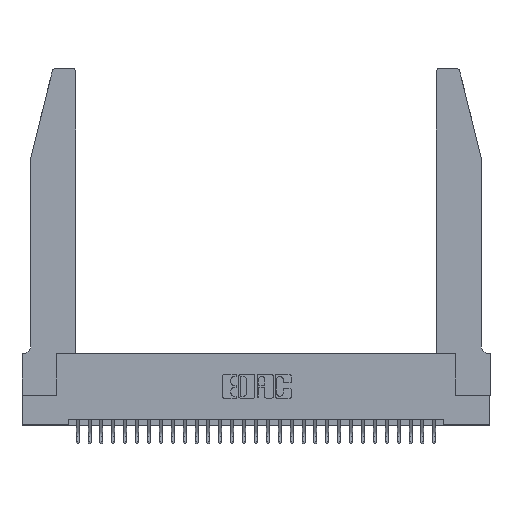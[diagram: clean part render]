
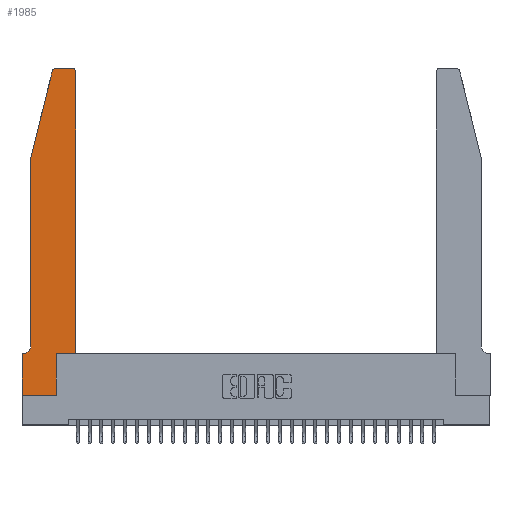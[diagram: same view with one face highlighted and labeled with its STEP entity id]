
A CAD part, top view. The second image highlights one B-rep face of the part: STEP entity #1985.
In plain terms, the highlighted planar face has unit normal (0, 0, 1).
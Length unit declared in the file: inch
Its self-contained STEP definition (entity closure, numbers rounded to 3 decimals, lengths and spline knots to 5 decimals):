
#683 = VERTEX_POINT ( 'NONE', #21311 ) ;
#734 = VECTOR ( 'NONE', #19907, 39.37008 ) ;
#1115 = DIRECTION ( 'NONE',  ( 0., 0., 1. ) ) ;
#1545 = CARTESIAN_POINT ( 'NONE',  ( 0.4205, 2.75, 0.37 ) ) ;
#1985 = ADVANCED_FACE ( 'NONE', ( #5365 ), #30591, .T. ) ;
#3103 = DIRECTION ( 'NONE',  ( -0.239, -0.971, 0. ) ) ;
#3447 = EDGE_CURVE ( 'NONE', #9488, #15447, #27527, .T. ) ;
#3553 = CIRCLE ( 'NONE', #22870, 0.03 ) ;
#3810 = ORIENTED_EDGE ( 'NONE', *, *, #6322, .T. ) ;
#3819 = VECTOR ( 'NONE', #29462, 39.37008 ) ;
#4161 = LINE ( 'NONE', #17538, #28631 ) ;
#4187 = CARTESIAN_POINT ( 'NONE',  ( 0.4505, 2.72, 0.37 ) ) ;
#4426 = VERTEX_POINT ( 'NONE', #1545 ) ;
#4612 = LINE ( 'NONE', #22369, #3819 ) ;
#4634 = CIRCLE ( 'NONE', #21002, 0.03 ) ;
#4688 = LINE ( 'NONE', #5367, #16637 ) ;
#4865 = EDGE_CURVE ( 'NONE', #18015, #683, #29632, .T. ) ;
#5365 = FACE_OUTER_BOUND ( 'NONE', #27556, .T. ) ;
#5367 = CARTESIAN_POINT ( 'NONE',  ( 0.2865, 0.35, 0.37 ) ) ;
#5487 = AXIS2_PLACEMENT_3D ( 'NONE', #24024, #9969, #26393 ) ;
#5750 = ORIENTED_EDGE ( 'NONE', *, *, #19977, .T. ) ;
#6312 = CARTESIAN_POINT ( 'NONE',  ( 0., 0., 0.37 ) ) ;
#6322 = EDGE_CURVE ( 'NONE', #4426, #10936, #4612, .T. ) ;
#7659 = ORIENTED_EDGE ( 'NONE', *, *, #22716, .T. ) ;
#8024 = DIRECTION ( 'NONE',  ( 1., 0., 0. ) ) ;
#8321 = DIRECTION ( 'NONE',  ( 0., -1., 0. ) ) ;
#8526 = CARTESIAN_POINT ( 'NONE',  ( 0.4205, 2.72, 0.37 ) ) ;
#8568 = CARTESIAN_POINT ( 'NONE',  ( 0.284, 2.75, 0.37 ) ) ;
#8807 = LINE ( 'NONE', #17574, #734 ) ;
#9099 = EDGE_CURVE ( 'NONE', #23320, #23922, #30430, .T. ) ;
#9213 = ORIENTED_EDGE ( 'NONE', *, *, #22119, .T. ) ;
#9488 = VERTEX_POINT ( 'NONE', #17309 ) ;
#9969 = DIRECTION ( 'NONE',  ( 0., 0., -1. ) ) ;
#10724 = ORIENTED_EDGE ( 'NONE', *, *, #22938, .T. ) ;
#10936 = VERTEX_POINT ( 'NONE', #8568 ) ;
#10962 = DIRECTION ( 'NONE',  ( 1., 0., 0. ) ) ;
#11016 = VECTOR ( 'NONE', #8024, 39.37008 ) ;
#11184 = DIRECTION ( 'NONE',  ( 0., 1., 0. ) ) ;
#11945 = DIRECTION ( 'NONE',  ( 0., 0., 1. ) ) ;
#12528 = VERTEX_POINT ( 'NONE', #18210 ) ;
#12551 = CIRCLE ( 'NONE', #5487, 0.07 ) ;
#12941 = DIRECTION ( 'NONE',  ( 0., -1., 0. ) ) ;
#15431 = EDGE_CURVE ( 'NONE', #20569, #9488, #4688, .T. ) ;
#15447 = VERTEX_POINT ( 'NONE', #29163 ) ;
#15546 = CARTESIAN_POINT ( 'NONE',  ( 0.284, 2.72, 0.37 ) ) ;
#16505 = VECTOR ( 'NONE', #11184, 39.37008 ) ;
#16637 = VECTOR ( 'NONE', #19594, 39.37008 ) ;
#17006 = CARTESIAN_POINT ( 'NONE',  ( 0.25487, 2.72718, 0.37 ) ) ;
#17309 = CARTESIAN_POINT ( 'NONE',  ( 0.2865, 0.35, 0.37 ) ) ;
#17538 = CARTESIAN_POINT ( 'NONE',  ( 0.0755, 2., 0.37 ) ) ;
#17574 = CARTESIAN_POINT ( 'NONE',  ( 0., 0., 0.37 ) ) ;
#17901 = DIRECTION ( 'NONE',  ( 1., 0., 0. ) ) ;
#18015 = VERTEX_POINT ( 'NONE', #17006 ) ;
#18210 = CARTESIAN_POINT ( 'NONE',  ( 0.0755, 0.42, 0.37 ) ) ;
#18248 = CARTESIAN_POINT ( 'NONE',  ( 0.4505, 0.35, 0.37 ) ) ;
#18524 = VECTOR ( 'NONE', #27243, 39.37008 ) ;
#18768 = ORIENTED_EDGE ( 'NONE', *, *, #4865, .T. ) ;
#19594 = DIRECTION ( 'NONE',  ( 0., 1., 0. ) ) ;
#19624 = CARTESIAN_POINT ( 'NONE',  ( 0., 0.35, 0.37 ) ) ;
#19907 = DIRECTION ( 'NONE',  ( 1., 0., 0. ) ) ;
#19977 = EDGE_CURVE ( 'NONE', #20773, #4426, #3553, .T. ) ;
#20217 = ORIENTED_EDGE ( 'NONE', *, *, #27867, .T. ) ;
#20569 = VERTEX_POINT ( 'NONE', #24636 ) ;
#20773 = VERTEX_POINT ( 'NONE', #4187 ) ;
#21002 = AXIS2_PLACEMENT_3D ( 'NONE', #15546, #1115, #17901 ) ;
#21311 = CARTESIAN_POINT ( 'NONE',  ( 0.0755, 2., 0.37 ) ) ;
#21685 = ORIENTED_EDGE ( 'NONE', *, *, #15431, .T. ) ;
#22119 = EDGE_CURVE ( 'NONE', #23922, #20569, #8807, .T. ) ;
#22369 = CARTESIAN_POINT ( 'NONE',  ( 0.2605, 2.75, 0.37 ) ) ;
#22433 = CARTESIAN_POINT ( 'NONE',  ( 0., 0., 0.37 ) ) ;
#22716 = EDGE_CURVE ( 'NONE', #683, #12528, #4161, .T. ) ;
#22804 = ORIENTED_EDGE ( 'NONE', *, *, #27456, .T. ) ;
#22870 = AXIS2_PLACEMENT_3D ( 'NONE', #8526, #24986, #10962 ) ;
#22938 = EDGE_CURVE ( 'NONE', #15447, #20773, #28981, .T. ) ;
#23300 = LINE ( 'NONE', #24864, #18524 ) ;
#23320 = VERTEX_POINT ( 'NONE', #19624 ) ;
#23511 = CARTESIAN_POINT ( 'NONE',  ( 0., 0.35, 0.37 ) ) ;
#23922 = VERTEX_POINT ( 'NONE', #6312 ) ;
#24024 = CARTESIAN_POINT ( 'NONE',  ( 0.0055, 0.42, 0.37 ) ) ;
#24509 = CARTESIAN_POINT ( 'NONE',  ( 0.4505, 0.35, 0.37 ) ) ;
#24636 = CARTESIAN_POINT ( 'NONE',  ( 0.2865, 0., 0.37 ) ) ;
#24864 = CARTESIAN_POINT ( 'NONE',  ( 0.0755, 0.35, 0.37 ) ) ;
#24986 = DIRECTION ( 'NONE',  ( 0., 0., 1. ) ) ;
#25097 = EDGE_CURVE ( 'NONE', #29570, #23320, #23300, .T. ) ;
#26008 = VECTOR ( 'NONE', #8321, 39.37008 ) ;
#26393 = DIRECTION ( 'NONE',  ( -1., 0., 0. ) ) ;
#26482 = ORIENTED_EDGE ( 'NONE', *, *, #25097, .T. ) ;
#26916 = CARTESIAN_POINT ( 'NONE',  ( 0.0755, 2., 0.37 ) ) ;
#26986 = AXIS2_PLACEMENT_3D ( 'NONE', #23511, #11945, #28339 ) ;
#27235 = ORIENTED_EDGE ( 'NONE', *, *, #9099, .T. ) ;
#27243 = DIRECTION ( 'NONE',  ( -1., 0., 0. ) ) ;
#27456 = EDGE_CURVE ( 'NONE', #10936, #18015, #4634, .T. ) ;
#27527 = LINE ( 'NONE', #24509, #11016 ) ;
#27556 = EDGE_LOOP ( 'NONE', ( #3810, #22804, #18768, #7659, #20217, #26482, #27235, #9213, #21685, #28693, #10724, #5750 ) ) ;
#27867 = EDGE_CURVE ( 'NONE', #12528, #29570, #12551, .T. ) ;
#28095 = CARTESIAN_POINT ( 'NONE',  ( 0.0055, 0.35, 0.37 ) ) ;
#28339 = DIRECTION ( 'NONE',  ( 1., 0., 0. ) ) ;
#28631 = VECTOR ( 'NONE', #12941, 39.37008 ) ;
#28693 = ORIENTED_EDGE ( 'NONE', *, *, #3447, .T. ) ;
#28878 = VECTOR ( 'NONE', #3103, 39.37008 ) ;
#28981 = LINE ( 'NONE', #18248, #16505 ) ;
#29163 = CARTESIAN_POINT ( 'NONE',  ( 0.4505, 0.35, 0.37 ) ) ;
#29462 = DIRECTION ( 'NONE',  ( -1., 0., 0. ) ) ;
#29570 = VERTEX_POINT ( 'NONE', #28095 ) ;
#29632 = LINE ( 'NONE', #26916, #28878 ) ;
#30430 = LINE ( 'NONE', #22433, #26008 ) ;
#30591 = PLANE ( 'NONE',  #26986 ) ;
